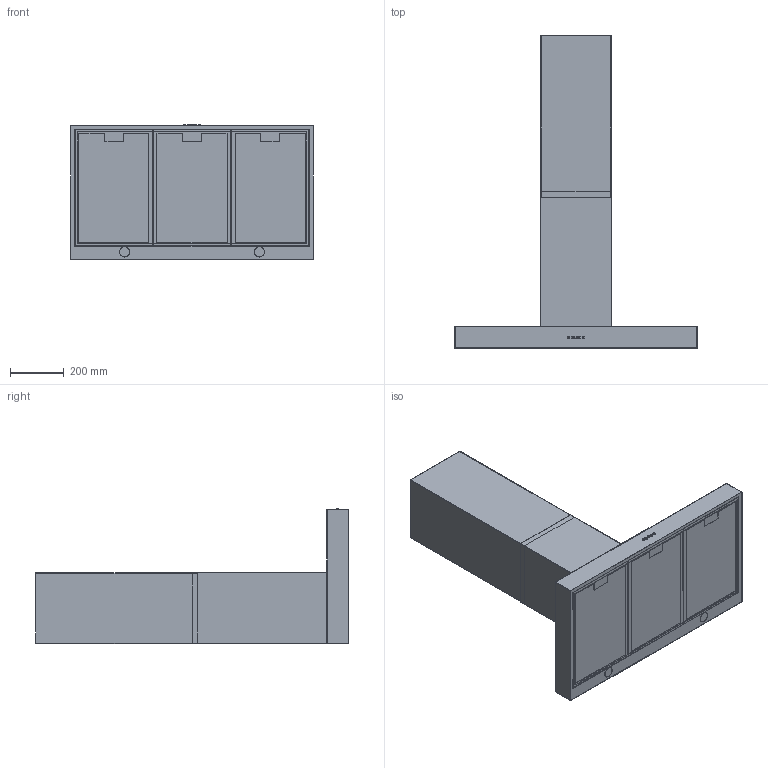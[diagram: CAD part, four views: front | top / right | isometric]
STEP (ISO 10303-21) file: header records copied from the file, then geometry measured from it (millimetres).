
FILE_DESCRIPTION((''),'2;1');
FILE_NAME('TSH-900B','2022-11-23T',('seona'),(''),'CREO PARAMETRIC BY PTC INC, 2016260','CREO PARAMETRIC BY PTC INC, 2016260','');
FILE_SCHEMA(('CONFIG_CONTROL_DESIGN'));
Length unit declared in the file: millimetre
Products named in the file (1): TSH-900B
Bounding box: 900 x 1160 x 504.4 mm (x, y, z)
Volume: 2667152.2 mm3; surface area: 4552081.1 mm2
Topology: 12 solids, 12 shells, 190 faces, 488 edges, 306 vertices
Faces by surface type: plane 102, cylinder 68, sphere 20
Entity records: 5692 total; most frequent: DIRECTION 1004, CARTESIAN_POINT 964, ORIENTED_EDGE 936, EDGE_CURVE 468, AXIS2_PLACEMENT_3D 346, VECTOR 312, LINE 312, VERTEX_POINT 306
